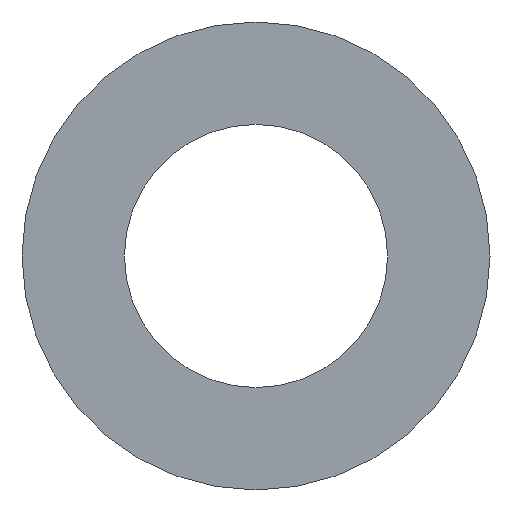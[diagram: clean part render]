
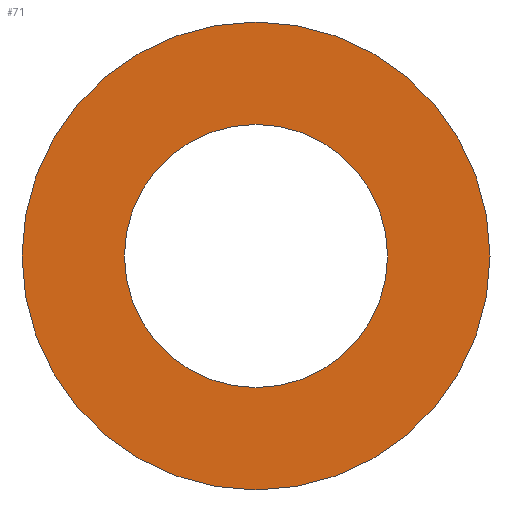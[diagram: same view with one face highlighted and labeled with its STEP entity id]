
A CAD part, front view. The second image highlights one B-rep face of the part: STEP entity #71.
In plain terms, the highlighted planar face has unit normal (0, -1, 0).
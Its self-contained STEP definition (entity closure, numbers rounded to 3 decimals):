
#23=FACE_BOUND('',#34,.T.);
#25=PLANE('',#82);
#29=FACE_OUTER_BOUND('',#33,.T.);
#33=EDGE_LOOP('',(#63));
#34=EDGE_LOOP('',(#64));
#41=CIRCLE('',#77,2.25);
#43=CIRCLE('',#80,4.);
#45=VERTEX_POINT('',#115);
#47=VERTEX_POINT('',#121);
#49=EDGE_CURVE('',#45,#45,#41,.T.);
#52=EDGE_CURVE('',#47,#47,#43,.T.);
#63=ORIENTED_EDGE('',*,*,#52,.T.);
#64=ORIENTED_EDGE('',*,*,#49,.T.);
#71=ADVANCED_FACE('',(#29,#23),#25,.T.);
#77=AXIS2_PLACEMENT_3D('',#116,#92,#93);
#80=AXIS2_PLACEMENT_3D('',#122,#99,#100);
#82=AXIS2_PLACEMENT_3D('',#126,#104,#105);
#92=DIRECTION('center_axis',(0.,1.,0.));
#93=DIRECTION('ref_axis',(1.,0.,0.));
#99=DIRECTION('center_axis',(0.,-1.,0.));
#100=DIRECTION('ref_axis',(1.,0.,0.));
#104=DIRECTION('center_axis',(0.,-1.,0.));
#105=DIRECTION('ref_axis',(1.,0.,0.));
#115=CARTESIAN_POINT('',(-176.45,12.15,87.339));
#116=CARTESIAN_POINT('Origin',(-174.2,12.15,87.339));
#121=CARTESIAN_POINT('',(-178.2,12.15,87.339));
#122=CARTESIAN_POINT('Origin',(-174.2,12.15,87.339));
#126=CARTESIAN_POINT('Origin',(-174.2,12.15,87.339));
